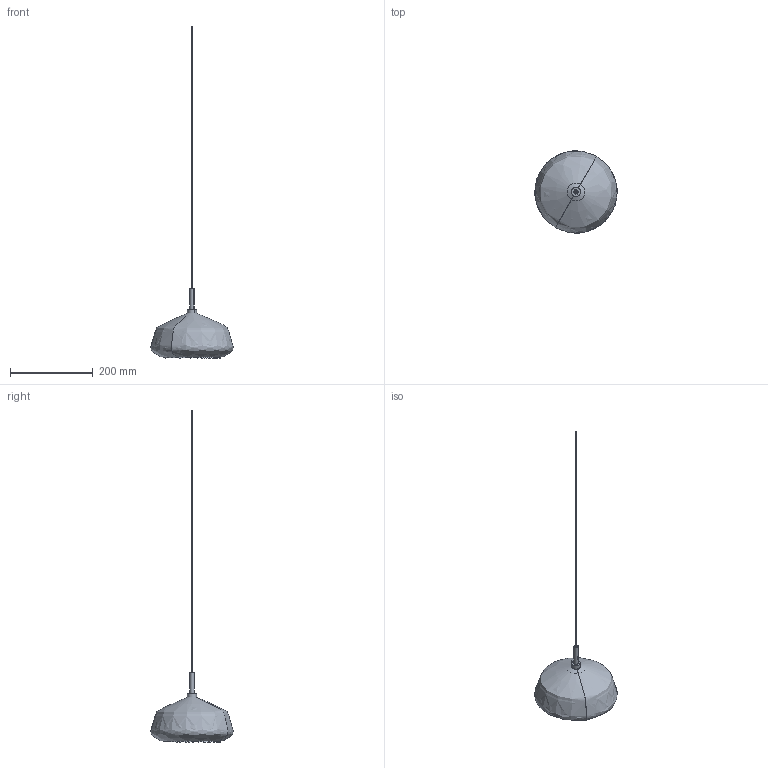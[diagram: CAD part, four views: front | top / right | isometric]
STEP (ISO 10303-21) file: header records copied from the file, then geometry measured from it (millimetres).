
FILE_DESCRIPTION(/* description */ (''),/* implementation_level */ '2;1');
FILE_NAME(/* name */ '1744.90_X-RAY',/* time_stamp */ '2023-03-14T18:47:22+01:00',/* author */ (''),/* organization */ (''),/* preprocessor_version */ 'ST-DEVELOPER v16.5',/* originating_system */ 'Rhino 7.15',/* authorisation */ '');
FILE_SCHEMA (('CONFIG_CONTROL_DESIGN'));
Length unit declared in the file: millimetre
Products named in the file (1): Document
Bounding box: 199.61 x 199.61 x 801.82 mm (x, y, z)
Volume: 50962 mm3; surface area: 221708.7 mm2
Topology: 2 solids, 5 shells, 36 faces, 82 edges, 41 vertices
Faces by surface type: bspline 24, cylinder 12
Entity records: 1492 total; most frequent: CARTESIAN_POINT 968, ORIENTED_EDGE 134, EDGE_CURVE 72, VERTEX_POINT 41, ADVANCED_FACE 36, FACE_OUTER_BOUND 36, EDGE_LOOP 36, B_SPLINE_CURVE_WITH_KNOTS 28
